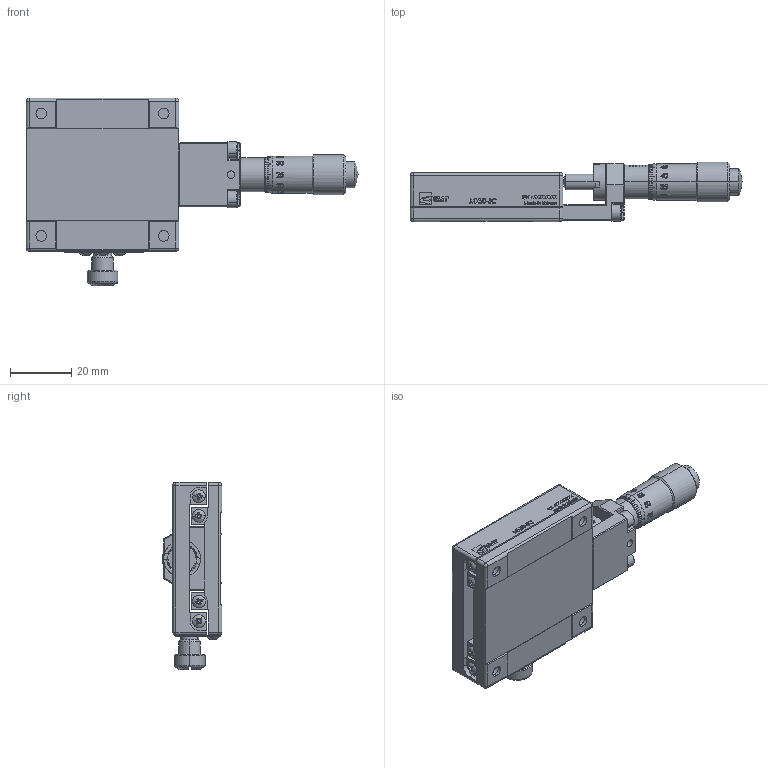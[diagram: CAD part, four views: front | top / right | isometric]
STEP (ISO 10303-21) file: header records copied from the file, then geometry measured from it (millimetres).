
FILE_DESCRIPTION (( 'STEP AP203' ), '1' );
FILE_NAME ('MX50-SC(«¬¿ý).STEP', '2013-05-03T08:20:24', ( '123' ), ( '' ), 'SwSTEP 2.0', 'SolidWorks 2013', '' );
FILE_SCHEMA (( 'CONFIG_CONTROL_DESIGN' ));
Length unit declared in the file: millimetre
Products named in the file (3): Group1^MX50-SC(型錄); Group2^MX50-SC(型錄); MX50-SC(型錄)
Assembly tree (2 placements, depth 2):
  MX50-SC(型錄)
    Group1^MX50-SC(型錄)
    Group2^MX50-SC(型錄)
Bounding box: 108.5 x 19.5 x 61.3 mm (x, y, z)
Volume: 40677.9 mm3; surface area: 21659.7 mm2
Topology: 15 solids, 15 shells, 1800 faces, 4767 edges, 3073 vertices
Faces by surface type: plane 968, bspline 397, cylinder 281, cone 96, sphere 34, torus 24
Entity records: 84307 total; most frequent: CARTESIAN_POINT 41404, ORIENTED_EDGE 9466, DIRECTION 7902, EDGE_CURVE 4733, VERTEX_POINT 3073, AXIS2_PLACEMENT_3D 2678, VECTOR 2546, LINE 2546
